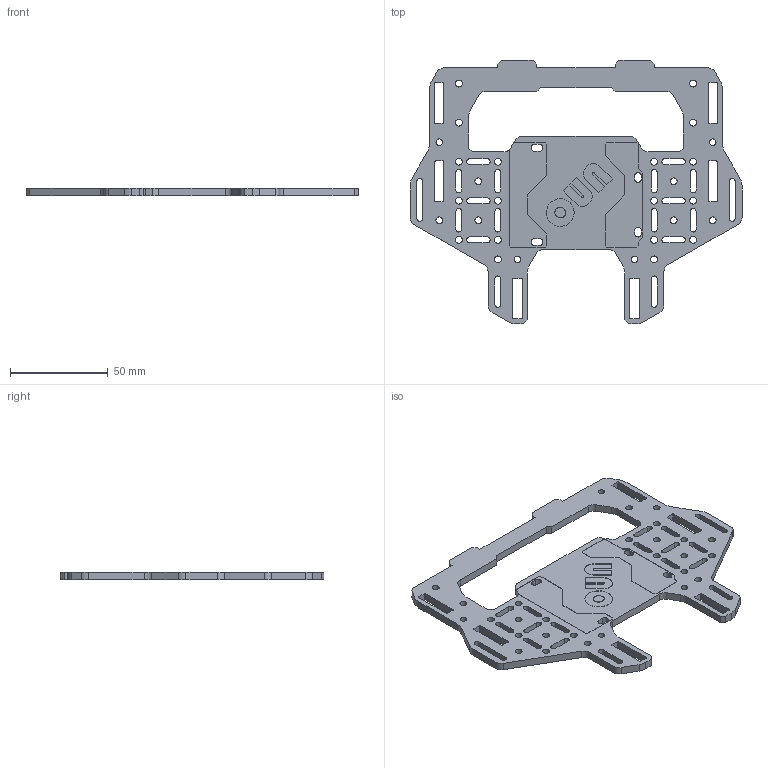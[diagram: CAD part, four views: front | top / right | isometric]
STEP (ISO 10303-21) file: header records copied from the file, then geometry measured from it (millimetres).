
FILE_DESCRIPTION(('STEP AP242'), '1');
FILE_NAME('Ñòåíêà-Âåðõíÿÿ-v1', '', ('UNSPECIFIED'), ('UNSPECIFIED'), 'C3D Converter', 'C3D Toolkit', '');
FILE_SCHEMA(('AP242_MANAGED_MODEL_BASED_3D_ENGINEERING_MIM_LF { 1 0 10303 442 1 1 4 }'));
Length unit declared in the file: millimetre
Assembly tree (8 placements, depth 3):
  (unnamed)
    (unnamed)
      (unnamed)
      (unnamed)
    (unnamed)
      (unnamed)  x2
      (unnamed)
    (unnamed)
Bounding box: 170 x 135 x 4 mm (x, y, z)
Volume: 46370.9 mm3; surface area: 31879.9 mm2
Topology: 1 solids, 1 shells, 319 faces, 936 edges, 624 vertices
Faces by surface type: plane 167, cylinder 124, extrusion 28
Full cylindrical faces by diameter (mm): 3.4 x4, 3.5 x24
Entity records: 11153 total; most frequent: CARTESIAN_POINT 2028, ORIENTED_EDGE 1816, DIRECTION 1729, EDGE_CURVE 908, VECTOR 631, VERTEX_POINT 624, LINE 603, AXIS2_PLACEMENT_3D 549
